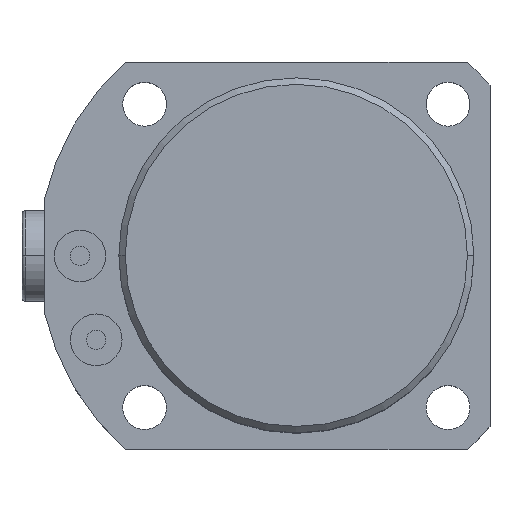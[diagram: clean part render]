
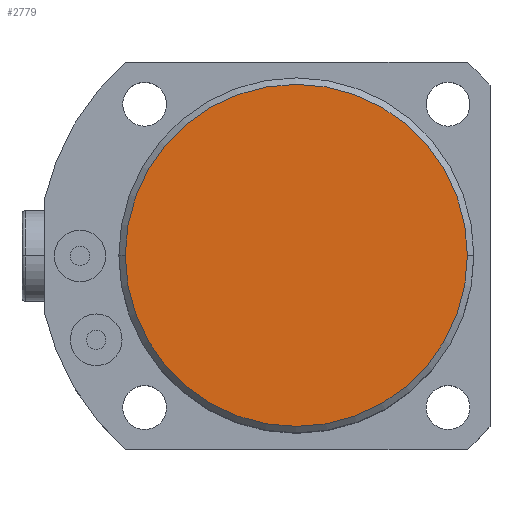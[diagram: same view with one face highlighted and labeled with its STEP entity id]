
A CAD part, top view. The second image highlights one B-rep face of the part: STEP entity #2779.
In plain terms, the highlighted planar face has unit normal (0, 0, 1).
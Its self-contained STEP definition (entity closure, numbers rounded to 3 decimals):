
#130 = ORIENTED_EDGE ( 'NONE', *, *, #602, .T. ) ;
#144 = ORIENTED_EDGE ( 'NONE', *, *, #791, .T. ) ;
#466 = AXIS2_PLACEMENT_3D ( 'NONE', #721, #780, #766 ) ;
#532 = AXIS2_PLACEMENT_3D ( 'NONE', #3693, #3692, #3688 ) ;
#602 = EDGE_CURVE ( 'NONE', #2571, #2585, #1955, .T. ) ;
#721 = CARTESIAN_POINT ( 'NONE',  ( 0., 0., 70. ) ) ;
#766 = DIRECTION ( 'NONE',  ( 1., 0., 0. ) ) ;
#780 = DIRECTION ( 'NONE',  ( 0., 0., 1. ) ) ;
#791 = EDGE_CURVE ( 'NONE', #2585, #2571, #2274, .T. ) ;
#971 = DIRECTION ( 'NONE',  ( 1., 0., 0. ) ) ;
#972 = DIRECTION ( 'NONE',  ( 0., 0., 1. ) ) ;
#974 = PLANE ( 'NONE',  #3135 ) ;
#980 = CARTESIAN_POINT ( 'NONE',  ( 0., 0., 70. ) ) ;
#1290 = CARTESIAN_POINT ( 'NONE',  ( -26.5, 0., 70. ) ) ;
#1304 = CARTESIAN_POINT ( 'NONE',  ( 26.5, 0., 70. ) ) ;
#1955 = CIRCLE ( 'NONE', #532, 26.5 ) ;
#2001 = FACE_OUTER_BOUND ( 'NONE', #2679, .T. ) ;
#2274 = CIRCLE ( 'NONE', #466, 26.5 ) ;
#2571 = VERTEX_POINT ( 'NONE', #1304 ) ;
#2585 = VERTEX_POINT ( 'NONE', #1290 ) ;
#2679 = EDGE_LOOP ( 'NONE', ( #144, #130 ) ) ;
#2779 = ADVANCED_FACE ( 'NONE', ( #2001 ), #974, .T. ) ;
#3135 = AXIS2_PLACEMENT_3D ( 'NONE', #980, #972, #971 ) ;
#3688 = DIRECTION ( 'NONE',  ( 1., 0., 0. ) ) ;
#3692 = DIRECTION ( 'NONE',  ( 0., 0., 1. ) ) ;
#3693 = CARTESIAN_POINT ( 'NONE',  ( 0., 0., 70. ) ) ;
